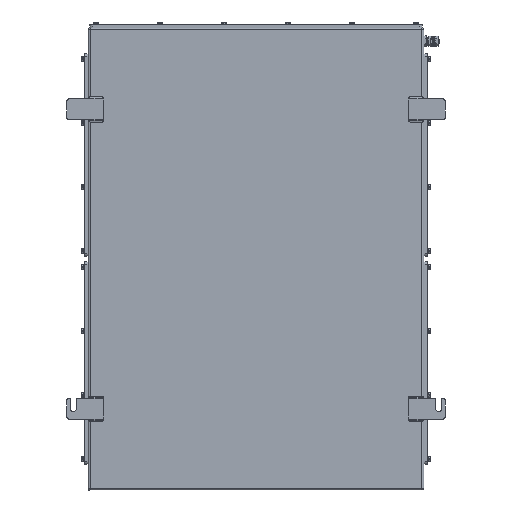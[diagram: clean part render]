
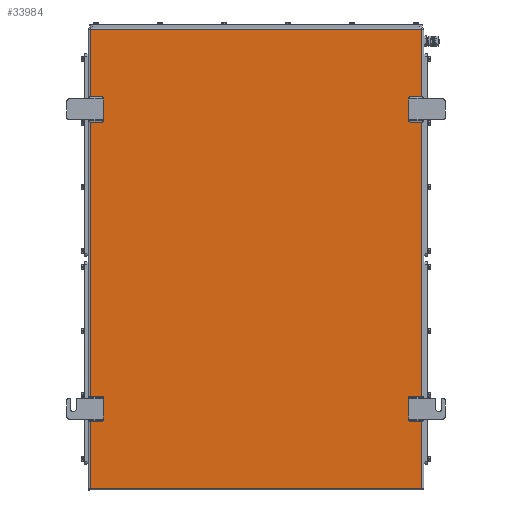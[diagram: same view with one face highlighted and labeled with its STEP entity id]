
A CAD part, front view. The second image highlights one B-rep face of the part: STEP entity #33984.
In plain terms, the highlighted planar face has unit normal (0, -1, 0).
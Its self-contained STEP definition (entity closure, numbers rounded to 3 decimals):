
#1044=FACE_BOUND('',#5306,.T.);
#1045=FACE_BOUND('',#5307,.T.);
#1046=FACE_BOUND('',#5308,.T.);
#1047=FACE_BOUND('',#5309,.T.);
#1048=FACE_BOUND('',#5310,.T.);
#1049=FACE_BOUND('',#5311,.T.);
#1050=FACE_BOUND('',#5312,.T.);
#1051=FACE_BOUND('',#5313,.T.);
#1587=PLANE('',#36783);
#3288=FACE_OUTER_BOUND('',#5305,.T.);
#5305=EDGE_LOOP('',(#25273,#25274,#25275,#25276));
#5306=EDGE_LOOP('',(#25277,#25278));
#5307=EDGE_LOOP('',(#25279,#25280));
#5308=EDGE_LOOP('',(#25281,#25282));
#5309=EDGE_LOOP('',(#25283,#25284));
#5310=EDGE_LOOP('',(#25285,#25286));
#5311=EDGE_LOOP('',(#25287,#25288));
#5312=EDGE_LOOP('',(#25289,#25290));
#5313=EDGE_LOOP('',(#25291,#25292));
#8433=LINE('',#49822,#10766);
#8441=LINE('',#50386,#10774);
#9493=LINE('',#55152,#11826);
#9495=LINE('',#55155,#11828);
#9496=LINE('',#55158,#11829);
#9497=LINE('',#55161,#11830);
#9498=LINE('',#55164,#11831);
#9499=LINE('',#55167,#11832);
#9500=LINE('',#55170,#11833);
#9501=LINE('',#55173,#11834);
#9502=LINE('',#55176,#11835);
#9503=LINE('',#55179,#11836);
#10766=VECTOR('',#39581,10.);
#10774=VECTOR('',#39629,10.);
#11826=VECTOR('',#43203,10.);
#11828=VECTOR('',#43207,10.);
#11829=VECTOR('',#43208,10.);
#11830=VECTOR('',#43209,10.);
#11831=VECTOR('',#43210,10.);
#11832=VECTOR('',#43211,10.);
#11833=VECTOR('',#43212,10.);
#11834=VECTOR('',#43213,10.);
#11835=VECTOR('',#43214,10.);
#11836=VECTOR('',#43215,10.);
#13400=VERTEX_POINT('',#49812);
#13402=VERTEX_POINT('',#49818);
#13416=VERTEX_POINT('',#50372);
#13420=VERTEX_POINT('',#50382);
#14605=VERTEX_POINT('',#55156);
#14606=VERTEX_POINT('',#55157);
#14607=VERTEX_POINT('',#55159);
#14608=VERTEX_POINT('',#55160);
#14609=VERTEX_POINT('',#55162);
#14610=VERTEX_POINT('',#55163);
#14611=VERTEX_POINT('',#55165);
#14612=VERTEX_POINT('',#55166);
#14613=VERTEX_POINT('',#55168);
#14614=VERTEX_POINT('',#55169);
#14615=VERTEX_POINT('',#55171);
#14616=VERTEX_POINT('',#55172);
#14617=VERTEX_POINT('',#55174);
#14618=VERTEX_POINT('',#55175);
#14619=VERTEX_POINT('',#55177);
#14620=VERTEX_POINT('',#55178);
#16529=EDGE_CURVE('',#13400,#13402,#8433,.T.);
#16565=EDGE_CURVE('',#13416,#13420,#8441,.T.);
#18455=EDGE_CURVE('',#13400,#13420,#9493,.T.);
#18457=EDGE_CURVE('',#13416,#13402,#9495,.T.);
#18458=EDGE_CURVE('',#14605,#14606,#9496,.T.);
#18459=EDGE_CURVE('',#14607,#14608,#9497,.T.);
#18460=EDGE_CURVE('',#14609,#14610,#9498,.T.);
#18461=EDGE_CURVE('',#14611,#14612,#9499,.T.);
#18462=EDGE_CURVE('',#14613,#14614,#9500,.T.);
#18463=EDGE_CURVE('',#14615,#14616,#9501,.T.);
#18464=EDGE_CURVE('',#14617,#14618,#9502,.T.);
#18465=EDGE_CURVE('',#14619,#14620,#9503,.T.);
#25273=ORIENTED_EDGE('',*,*,#18457,.T.);
#25274=ORIENTED_EDGE('',*,*,#16529,.F.);
#25275=ORIENTED_EDGE('',*,*,#18455,.T.);
#25276=ORIENTED_EDGE('',*,*,#16565,.F.);
#25277=ORIENTED_EDGE('',*,*,#18458,.T.);
#25278=ORIENTED_EDGE('',*,*,#18458,.F.);
#25279=ORIENTED_EDGE('',*,*,#18459,.T.);
#25280=ORIENTED_EDGE('',*,*,#18459,.F.);
#25281=ORIENTED_EDGE('',*,*,#18460,.T.);
#25282=ORIENTED_EDGE('',*,*,#18460,.F.);
#25283=ORIENTED_EDGE('',*,*,#18461,.T.);
#25284=ORIENTED_EDGE('',*,*,#18461,.F.);
#25285=ORIENTED_EDGE('',*,*,#18462,.T.);
#25286=ORIENTED_EDGE('',*,*,#18462,.F.);
#25287=ORIENTED_EDGE('',*,*,#18463,.T.);
#25288=ORIENTED_EDGE('',*,*,#18463,.F.);
#25289=ORIENTED_EDGE('',*,*,#18464,.T.);
#25290=ORIENTED_EDGE('',*,*,#18464,.F.);
#25291=ORIENTED_EDGE('',*,*,#18465,.T.);
#25292=ORIENTED_EDGE('',*,*,#18465,.F.);
#33984=ADVANCED_FACE('',(#3288,#1044,#1045,#1046,#1047,#1048,#1049,#1050,
#1051),#1587,.F.);
#36783=AXIS2_PLACEMENT_3D('',#55154,#43205,#43206);
#39581=DIRECTION('',(-1.,0.,0.));
#39629=DIRECTION('',(1.,0.,0.));
#43203=DIRECTION('',(0.,0.,1.));
#43205=DIRECTION('center_axis',(0.,1.,0.));
#43206=DIRECTION('ref_axis',(-1.,0.,0.));
#43207=DIRECTION('',(0.,0.,-1.));
#43208=DIRECTION('',(-1.,0.,0.));
#43209=DIRECTION('',(1.,0.,0.));
#43210=DIRECTION('',(1.,0.,0.));
#43211=DIRECTION('',(-1.,0.,0.));
#43212=DIRECTION('',(1.,0.,0.));
#43213=DIRECTION('',(-1.,0.,0.));
#43214=DIRECTION('',(-1.,0.,0.));
#43215=DIRECTION('',(1.,0.,0.));
#49812=CARTESIAN_POINT('',(316.,0.,-436.4));
#49818=CARTESIAN_POINT('',(-316.,0.,-436.4));
#49822=CARTESIAN_POINT('',(-158.,0.,-436.4));
#50372=CARTESIAN_POINT('',(-316.,0.,436.4));
#50382=CARTESIAN_POINT('',(316.,0.,436.4));
#50386=CARTESIAN_POINT('',(-158.,0.,436.4));
#55152=CARTESIAN_POINT('',(316.,0.,-218.));
#55154=CARTESIAN_POINT('Origin',(0.,0.,
0.));
#55155=CARTESIAN_POINT('',(-316.,0.,218.));
#55156=CARTESIAN_POINT('',(315.7,0.,-309.));
#55157=CARTESIAN_POINT('',(293.7,0.,-309.));
#55158=CARTESIAN_POINT('',(145.35,0.,-309.));
#55159=CARTESIAN_POINT('',(293.7,0.,-261.));
#55160=CARTESIAN_POINT('',(315.7,0.,-261.));
#55161=CARTESIAN_POINT('',(145.35,0.,-261.));
#55162=CARTESIAN_POINT('',(-315.7,0.,-261.));
#55163=CARTESIAN_POINT('',(-293.7,0.,-261.));
#55164=CARTESIAN_POINT('',(-159.35,0.,-261.));
#55165=CARTESIAN_POINT('',(-293.7,0.,-309.));
#55166=CARTESIAN_POINT('',(-315.7,0.,-309.));
#55167=CARTESIAN_POINT('',(-159.35,0.,-309.));
#55168=CARTESIAN_POINT('',(293.7,0.,309.));
#55169=CARTESIAN_POINT('',(315.7,0.,309.));
#55170=CARTESIAN_POINT('',(145.35,0.,309.));
#55171=CARTESIAN_POINT('',(315.7,0.,261.));
#55172=CARTESIAN_POINT('',(293.7,0.,261.));
#55173=CARTESIAN_POINT('',(145.35,0.,261.));
#55174=CARTESIAN_POINT('',(-293.7,0.,261.));
#55175=CARTESIAN_POINT('',(-315.7,0.,261.));
#55176=CARTESIAN_POINT('',(-145.35,0.,261.));
#55177=CARTESIAN_POINT('',(-315.7,0.,309.));
#55178=CARTESIAN_POINT('',(-293.7,0.,309.));
#55179=CARTESIAN_POINT('',(-145.35,0.,309.));
